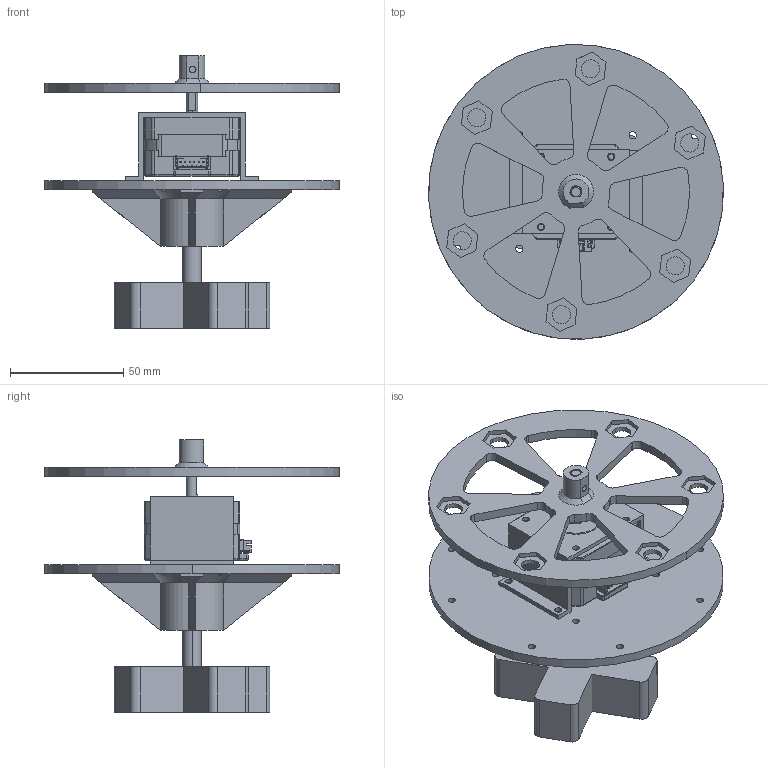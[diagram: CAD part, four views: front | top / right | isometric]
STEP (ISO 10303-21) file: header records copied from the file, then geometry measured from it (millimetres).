
FILE_DESCRIPTION (( 'STEP AP214' ), '1' );
FILE_NAME ('RW_Assembly.STEP', '2021-02-27T15:23:36', ( '' ), ( '' ), 'SwSTEP 2.0', 'SolidWorks 2016', '' );
FILE_SCHEMA (( 'AUTOMOTIVE_DESIGN' ));
Length unit declared in the file: millimetre
Products named in the file (7): RW_Base; 8mm Bearing SKF 608 (RS 286-7530); 8mm_threaded_rod; RW_Flywheel; RW_Assembly; E3D Slimline Stepper Motor 0.9deg V1.1; RW_Satellite
Assembly tree (7 placements, depth 2):
  RW_Assembly
    RW_Satellite
    E3D Slimline Stepper Motor 0.9deg V1.1
    RW_Flywheel
    RW_Base
    8mm Bearing SKF 608 (RS 286-7530)  x2
    8mm_threaded_rod
Bounding box: 130 x 130 x 120 mm (x, y, z)
Volume: 195265.1 mm3; surface area: 102770.1 mm2
Topology: 41 solids, 41 shells, 1114 faces, 2820 edges, 1791 vertices
Faces by surface type: plane 492, cylinder 316, bspline 136, cone 108, sphere 32, torus 30
Entity records: 34052 total; most frequent: CARTESIAN_POINT 8948, DIRECTION 4800, ORIENTED_EDGE 4788, EDGE_CURVE 2394, AXIS2_PLACEMENT_3D 1719, VERTEX_POINT 1521, LINE 1362, VECTOR 1362
